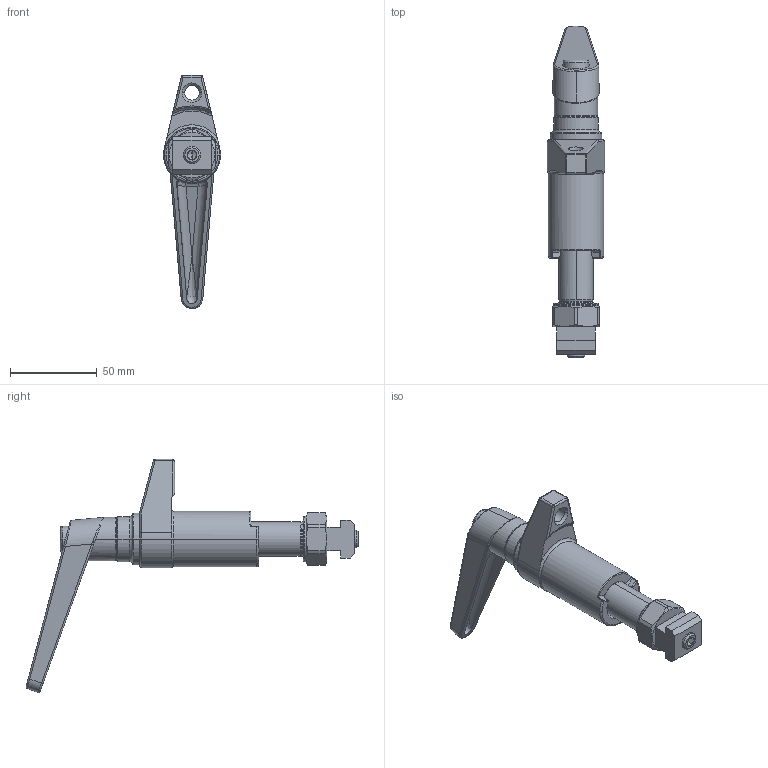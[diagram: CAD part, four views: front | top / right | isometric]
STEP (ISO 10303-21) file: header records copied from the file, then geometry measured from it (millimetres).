
FILE_DESCRIPTION (( 'STEP AP214' ), '1' );
FILE_NAME ('23310.0043_88mm.STEP', '2023-06-14T08:46:37', ( '' ), ( '' ), 'SwSTEP 2.0', 'SolidWorks 2021', '' );
FILE_SCHEMA (( 'AUTOMOTIVE_DESIGN' ));
Length unit declared in the file: millimetre
Products named in the file (1): 23310.0043_88mm
Bounding box: 33 x 191.86 x 134.72 mm (x, y, z)
Volume: 121272.9 mm3; surface area: 25790.8 mm2
Topology: 1 solids, 1 shells, 242 faces, 571 edges, 333 vertices
Faces by surface type: cylinder 90, cone 52, plane 52, bspline 24, torus 20, sphere 4
Entity records: 10950 total; most frequent: CARTESIAN_POINT 3146, ORIENTED_EDGE 1124, DIRECTION 1032, EDGE_CURVE 562, AXIS2_PLACEMENT_3D 418, VERTEX_POINT 333, EDGE_LOOP 255, ADVANCED_FACE 242
